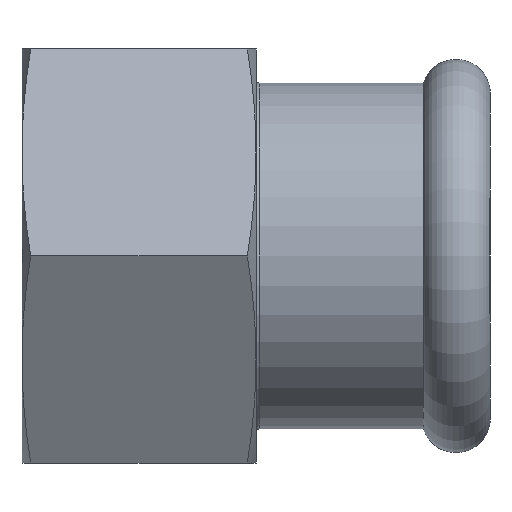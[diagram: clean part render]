
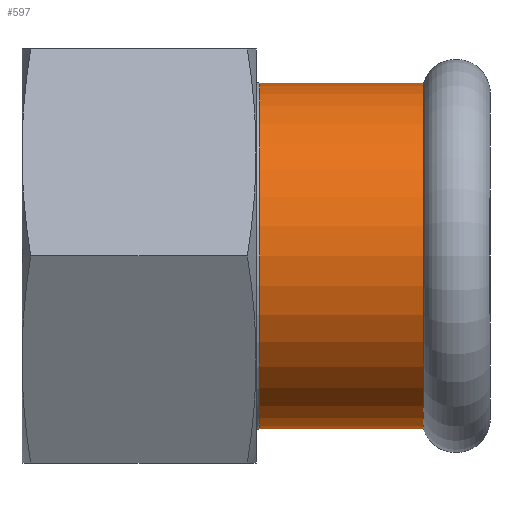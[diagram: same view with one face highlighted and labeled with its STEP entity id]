
A CAD part, left-side view. The second image highlights one B-rep face of the part: STEP entity #597.
In plain terms, the highlighted cylindrical face has radius 19.2 mm (diameter 38.4 mm), a full revolution.
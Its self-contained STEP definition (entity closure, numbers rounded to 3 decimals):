
#74=LINE('',#1040,#90);
#90=VECTOR('',#859,19.2);
#104=CYLINDRICAL_SURFACE('',#700,19.2);
#120=FACE_OUTER_BOUND('',#161,.T.);
#161=EDGE_LOOP('',(#466,#467,#468,#469,#470,#471));
#187=CIRCLE('',#643,19.2);
#188=CIRCLE('',#644,19.2);
#224=CIRCLE('',#691,19.2);
#225=CIRCLE('',#692,19.2);
#240=VERTEX_POINT('',#935);
#241=VERTEX_POINT('',#936);
#273=VERTEX_POINT('',#1021);
#274=VERTEX_POINT('',#1023);
#299=EDGE_CURVE('',#240,#241,#187,.T.);
#300=EDGE_CURVE('',#241,#240,#188,.T.);
#342=EDGE_CURVE('',#273,#274,#224,.T.);
#343=EDGE_CURVE('',#274,#273,#225,.T.);
#350=EDGE_CURVE('',#274,#241,#74,.T.);
#466=ORIENTED_EDGE('',*,*,#342,.F.);
#467=ORIENTED_EDGE('',*,*,#343,.F.);
#468=ORIENTED_EDGE('',*,*,#350,.T.);
#469=ORIENTED_EDGE('',*,*,#300,.T.);
#470=ORIENTED_EDGE('',*,*,#299,.T.);
#471=ORIENTED_EDGE('',*,*,#350,.F.);
#597=ADVANCED_FACE('',(#120),#104,.T.);
#643=AXIS2_PLACEMENT_3D('',#937,#737,#738);
#644=AXIS2_PLACEMENT_3D('',#938,#739,#740);
#691=AXIS2_PLACEMENT_3D('',#1024,#839,#840);
#692=AXIS2_PLACEMENT_3D('',#1025,#841,#842);
#700=AXIS2_PLACEMENT_3D('',#1039,#857,#858);
#737=DIRECTION('center_axis',(0.,1.,0.));
#738=DIRECTION('ref_axis',(0.,0.,1.));
#739=DIRECTION('center_axis',(0.,1.,0.));
#740=DIRECTION('ref_axis',(0.,0.,1.));
#839=DIRECTION('center_axis',(0.,1.,0.));
#840=DIRECTION('ref_axis',(0.,0.,-1.));
#841=DIRECTION('center_axis',(0.,1.,0.));
#842=DIRECTION('ref_axis',(0.,0.,-1.));
#857=DIRECTION('center_axis',(0.,1.,0.));
#858=DIRECTION('ref_axis',(0.,0.,1.));
#859=DIRECTION('',(0.,-1.,0.));
#935=CARTESIAN_POINT('',(0.,7.413,19.2));
#936=CARTESIAN_POINT('',(0.,7.413,-19.2));
#937=CARTESIAN_POINT('Origin',(0.,7.413,0.));
#938=CARTESIAN_POINT('Origin',(0.,7.413,0.));
#1021=CARTESIAN_POINT('',(0.,25.6,19.2));
#1023=CARTESIAN_POINT('',(0.,25.6,-19.2));
#1024=CARTESIAN_POINT('Origin',(0.,25.6,0.));
#1025=CARTESIAN_POINT('Origin',(0.,25.6,0.));
#1039=CARTESIAN_POINT('Origin',(0.,17.206,0.));
#1040=CARTESIAN_POINT('',(0.,17.206,-19.2));
